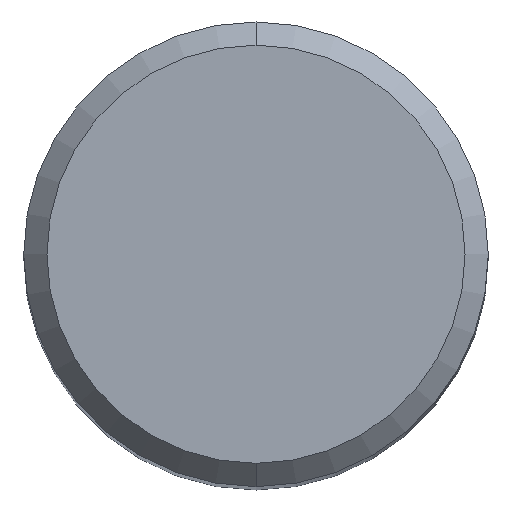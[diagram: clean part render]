
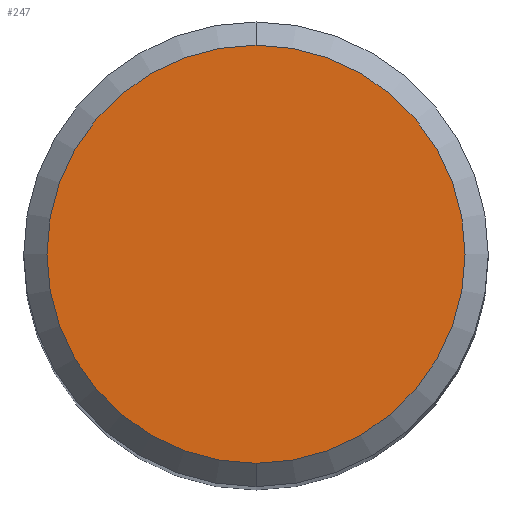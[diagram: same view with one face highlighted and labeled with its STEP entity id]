
A CAD part, top view. The second image highlights one B-rep face of the part: STEP entity #247.
In plain terms, the highlighted planar face has unit normal (0, 0, 1).
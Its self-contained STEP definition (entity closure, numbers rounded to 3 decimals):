
#247=ADVANCED_FACE('',(#558),#559,.T.);
#281=EDGE_CURVE('',#421,#395,#596,.T.);
#359=EDGE_CURVE('',#395,#421,#684,.T.);
#395=VERTEX_POINT('',#722);
#421=VERTEX_POINT('',#751);
#558=FACE_OUTER_BOUND('',#1027,.T.);
#559=PLANE('',#1028);
#596=CIRCLE('',#1085,7.2);
#684=CIRCLE('',#1234,7.2);
#722=CARTESIAN_POINT('',(0.0,7.2,0.0));
#751=CARTESIAN_POINT('',(0.,-7.2,0.0));
#1027=EDGE_LOOP('',(#1575,#1576));
#1028=AXIS2_PLACEMENT_3D('',#1577,#1578,#1579);
#1085=AXIS2_PLACEMENT_3D('',#1610,#1611,#1612);
#1234=AXIS2_PLACEMENT_3D('',#1717,#1718,#1719);
#1575=ORIENTED_EDGE('',*,*,#359,.F.);
#1576=ORIENTED_EDGE('',*,*,#281,.F.);
#1577=CARTESIAN_POINT('',(0.0,3.6,0.0));
#1578=DIRECTION('',(-0.0,0.0,1.0));
#1579=DIRECTION('',(0.0,-1.0,0.0));
#1610=CARTESIAN_POINT('',(0.0,0.0,0.0));
#1611=DIRECTION('',(0.0,0.0,-1.0));
#1612=DIRECTION('',(0.0,1.0,0.0));
#1717=CARTESIAN_POINT('',(0.0,0.0,0.0));
#1718=DIRECTION('',(0.0,0.0,-1.0));
#1719=DIRECTION('',(0.0,1.0,0.0));
